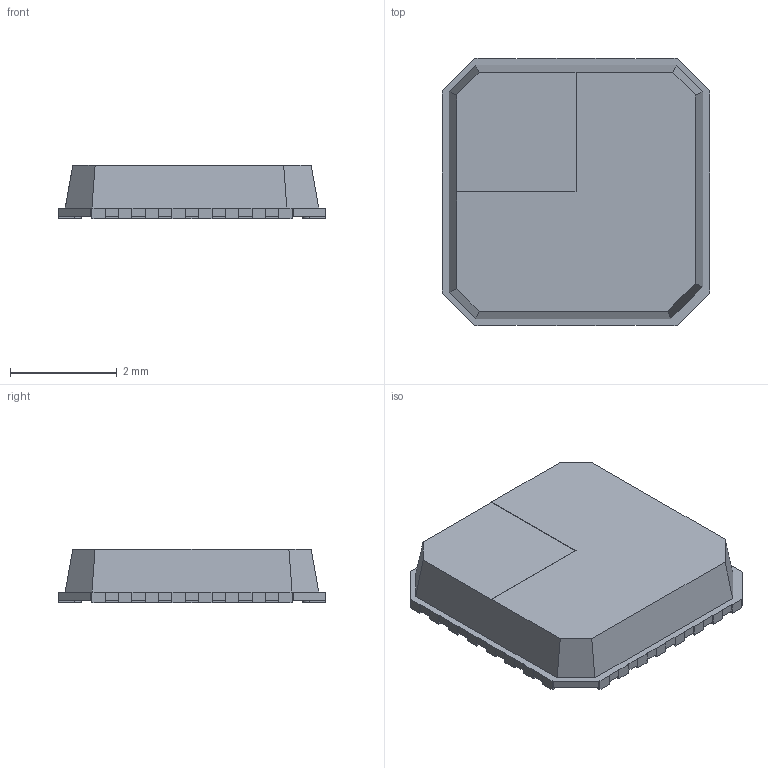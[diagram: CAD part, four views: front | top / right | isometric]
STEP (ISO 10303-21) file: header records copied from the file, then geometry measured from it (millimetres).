
FILE_DESCRIPTION((''),'2;1');
FILE_NAME('QFN-32_SMSC','2010-10-20T',('Simon'),(''),'PRO/ENGINEER BY PARAMETRIC TECHNOLOGY CORPORATION, 2008400','PRO/ENGINEER BY PARAMETRIC TECHNOLOGY CORPORATION, 2008400','');
FILE_SCHEMA(('AUTOMOTIVE_DESIGN_CC2 { 1 2 10303 214 -1 1 5 2 }'));
Length unit declared in the file: millimetre
Products named in the file (1): QFN-32_SMSC
Bounding box: 5.02 x 5.02 x 1 mm (x, y, z)
Volume: 20.9 mm3; surface area: 65.9 mm2
Topology: 1 solids, 1 shells, 219 faces, 645 edges, 430 vertices
Faces by surface type: plane 187, cylinder 32
Entity records: 9903 total; most frequent: CARTESIAN_POINT 1294, ORIENTED_EDGE 1290, DIRECTION 1147, PRESENTATION_STYLE_ASSIGNMENT 705, STYLED_ITEM 646, CURVE_STYLE 645, EDGE_CURVE 645, VECTOR 581
